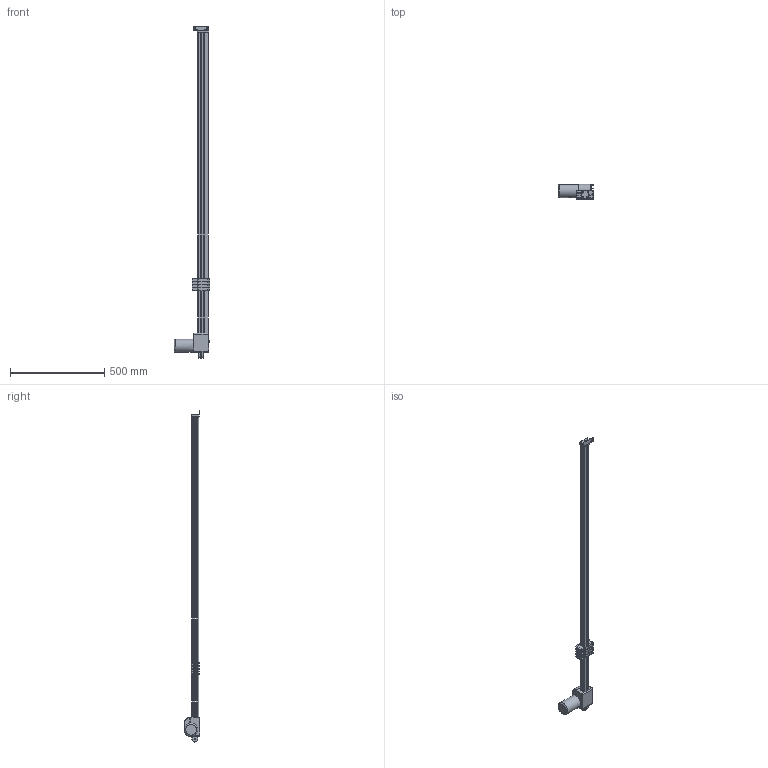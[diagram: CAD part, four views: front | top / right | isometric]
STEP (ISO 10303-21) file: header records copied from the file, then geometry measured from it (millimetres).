
FILE_DESCRIPTION(/* description */ (''),/* implementation_level */ '2;1');
FILE_NAME(/* name */ 'FA-XXX-TR-24-60.step',/* time_stamp */ '2019-09-05T14:46:01-07:00',/* author */ (''),/* organization */ (''),/* preprocessor_version */ 'ST-DEVELOPER v18',/* originating_system */ 'Autodesk Translation Framework v8.6.0.1094',/* authorisation */ '');
FILE_SCHEMA (('AUTOMOTIVE_DESIGN { 1 0 10303 214 3 1 1 }'));
Length unit declared in the file: inch
Products named in the file (1): (Unsaved)
Bounding box: 190.5 x 82.72 x 1762.05 mm (x, y, z)
Volume: 1980544.8 mm3; surface area: 775181.6 mm2
Topology: 1 solids, 1 shells, 591 faces, 1673 edges, 1097 vertices
Faces by surface type: plane 398, cylinder 150, torus 18, bspline 16, cone 6, sphere 3
Full cylindrical faces by diameter (mm): 4.762 x4, 4.978 x4, 5 x3, 7 x2, 7.62 x4, 7.798 x2, 9.525 x6, 10 x3, 10.16 x2, 15.875 x2, 17.882 x1, 18.642 x1, 69.85 x1
Entity records: 19563 total; most frequent: CARTESIAN_POINT 3908, ORIENTED_EDGE 3324, DIRECTION 3205, EDGE_CURVE 1662, LINE 1209, VECTOR 1209, VERTEX_POINT 1097, AXIS2_PLACEMENT_3D 998
